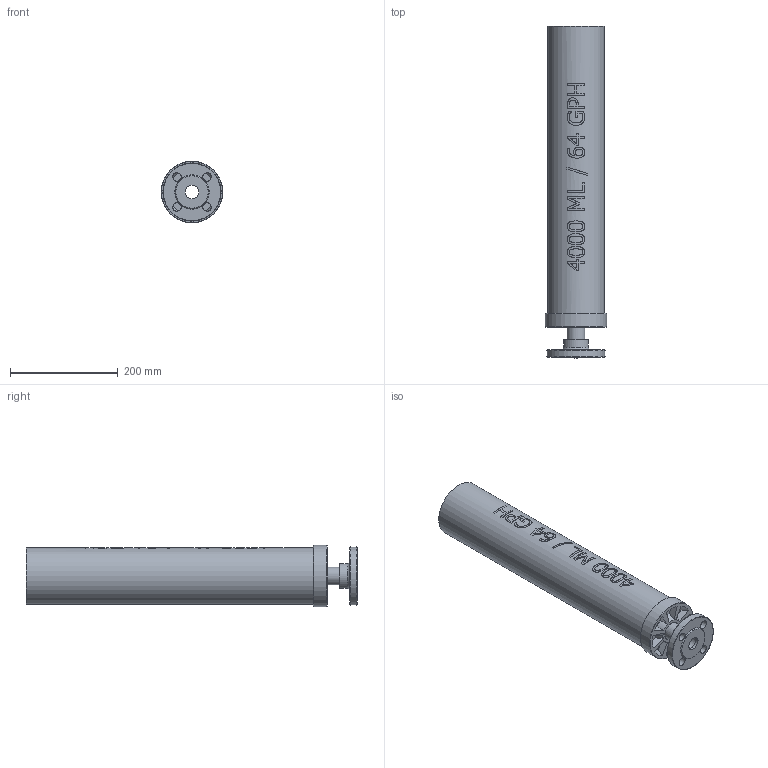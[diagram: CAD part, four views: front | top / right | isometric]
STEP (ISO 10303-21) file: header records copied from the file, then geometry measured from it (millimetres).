
FILE_DESCRIPTION((''),'2;1');
FILE_NAME('PV#1-4000-F_R0.iam.stp','2016-10-13T14:09:17',(''),(''),'Autodesk Inventor 2009','Autodesk Inventor 2009','');
FILE_SCHEMA(('AUTOMOTIVE_DESIGN { 1 0 10303 214 1 1 1 1 }'));
Length unit declared in the file: inch
Products named in the file (6): PV#1-4000-F_R0; PV-SW-4000_R2; PV-4000-TUBE_R0; SA-10FLG-PVC_R0; FLG-10PVC_R0; PIPE-10PVC_R0
Assembly tree (5 placements, depth 3):
  PV#1-4000-F_R0
    PV-SW-4000_R2
    PV-4000-TUBE_R0
    SA-10FLG-PVC_R0
      FLG-10PVC_R0
      PIPE-10PVC_R0
Bounding box: 114.3 x 615.95 x 114.3 mm (x, y, z)
Volume: 593563.8 mm3; surface area: 442285.3 mm2
Topology: 4 solids, 4 shells, 259 faces, 654 edges, 432 vertices
Faces by surface type: bspline 124, plane 92, cylinder 28, cone 15
Full cylindrical faces by diameter (mm): 15.875 x1, 24.308 x1, 29.362 x1, 33.401 x1, 98.45 x1, 101.727 x1, 104.775 x1, 105.41 x1, 114.3 x1
Entity records: 45907 total; most frequent: CARTESIAN_POINT 40421, ORIENTED_EDGE 1250, DIRECTION 770, EDGE_CURVE 625, VERTEX_POINT 428, EDGE_LOOP 329, AXIS2_PLACEMENT_3D 268, FACE_OUTER_BOUND 259
